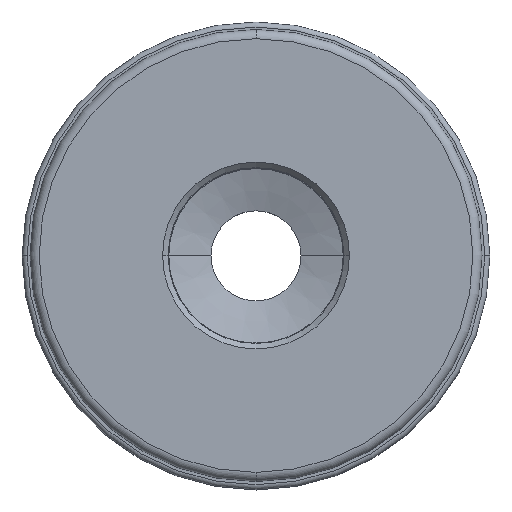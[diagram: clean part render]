
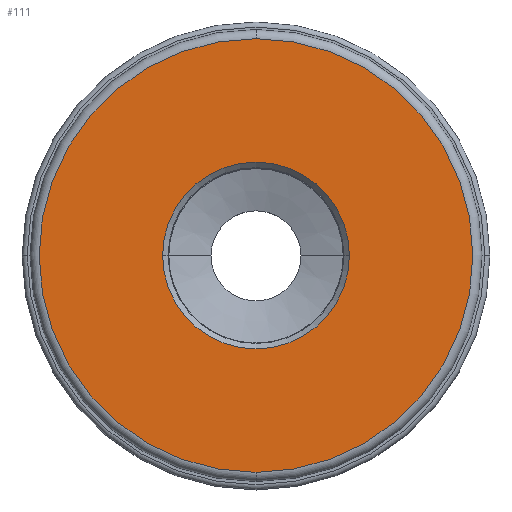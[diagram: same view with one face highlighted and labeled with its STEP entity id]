
A CAD part, top view. The second image highlights one B-rep face of the part: STEP entity #111.
In plain terms, the highlighted planar face has unit normal (0, 0, 1).
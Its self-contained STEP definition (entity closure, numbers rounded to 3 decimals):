
#78=PLANE('',#1179);
#87=FACE_BOUND('',#242,.T.);
#88=FACE_BOUND('',#243,.T.);
#111=ADVANCED_FACE('',(#87,#88),#78,.F.);
#242=EDGE_LOOP('',(#348,#349,#350,#351));
#243=EDGE_LOOP('',(#352,#353,#354,#355));
#348=ORIENTED_EDGE('',*,*,#706,.F.);
#349=ORIENTED_EDGE('',*,*,#707,.T.);
#350=ORIENTED_EDGE('',*,*,#708,.T.);
#351=ORIENTED_EDGE('',*,*,#709,.T.);
#352=ORIENTED_EDGE('',*,*,#710,.T.);
#353=ORIENTED_EDGE('',*,*,#711,.T.);
#354=ORIENTED_EDGE('',*,*,#712,.T.);
#355=ORIENTED_EDGE('',*,*,#713,.T.);
#600=VERTEX_POINT('',#1796);
#601=VERTEX_POINT('',#1797);
#602=VERTEX_POINT('',#1799);
#603=VERTEX_POINT('',#1801);
#604=VERTEX_POINT('',#1804);
#605=VERTEX_POINT('',#1805);
#606=VERTEX_POINT('',#1807);
#607=VERTEX_POINT('',#1809);
#706=EDGE_CURVE('',#600,#601,#849,.T.);
#707=EDGE_CURVE('',#600,#602,#850,.T.);
#708=EDGE_CURVE('',#602,#603,#851,.T.);
#709=EDGE_CURVE('',#603,#601,#852,.T.);
#710=EDGE_CURVE('',#604,#605,#853,.T.);
#711=EDGE_CURVE('',#605,#606,#854,.T.);
#712=EDGE_CURVE('',#606,#607,#855,.T.);
#713=EDGE_CURVE('',#607,#604,#856,.T.);
#849=CIRCLE('',#1171,47.1);
#850=CIRCLE('',#1172,47.1);
#851=CIRCLE('',#1173,47.1);
#852=CIRCLE('',#1174,47.1);
#853=CIRCLE('',#1175,20.285);
#854=CIRCLE('',#1176,20.285);
#855=CIRCLE('',#1177,20.285);
#856=CIRCLE('',#1178,20.285);
#1171=AXIS2_PLACEMENT_3D('',#1795,#1417,#1418);
#1172=AXIS2_PLACEMENT_3D('',#1798,#1419,#1420);
#1173=AXIS2_PLACEMENT_3D('',#1800,#1421,#1422);
#1174=AXIS2_PLACEMENT_3D('',#1802,#1423,#1424);
#1175=AXIS2_PLACEMENT_3D('',#1803,#1425,#1426);
#1176=AXIS2_PLACEMENT_3D('',#1806,#1427,#1428);
#1177=AXIS2_PLACEMENT_3D('',#1808,#1429,#1430);
#1178=AXIS2_PLACEMENT_3D('',#1810,#1431,#1432);
#1179=AXIS2_PLACEMENT_3D('',#1811,#1433,#1434);
#1417=DIRECTION('',(0.,0.,-1.));
#1418=DIRECTION('',(0.,-1.,0.));
#1419=DIRECTION('',(0.,0.,1.));
#1420=DIRECTION('',(0.,1.,0.));
#1421=DIRECTION('',(0.,0.,1.));
#1422=DIRECTION('',(0.,1.,0.));
#1423=DIRECTION('',(0.,0.,1.));
#1424=DIRECTION('',(0.,-1.,0.));
#1425=DIRECTION('',(0.,0.,-1.));
#1426=DIRECTION('',(0.,-1.,0.));
#1427=DIRECTION('',(0.,0.,-1.));
#1428=DIRECTION('',(-1.,0.,0.));
#1429=DIRECTION('',(0.,0.,-1.));
#1430=DIRECTION('',(0.,1.,0.));
#1431=DIRECTION('',(0.,0.,-1.));
#1432=DIRECTION('',(1.,0.,0.));
#1433=DIRECTION('',(0.,0.,-1.));
#1434=DIRECTION('',(0.,-1.,0.));
#1795=CARTESIAN_POINT('',(0.,0.,0.));
#1796=CARTESIAN_POINT('',(0.,47.1,0.));
#1797=CARTESIAN_POINT('',(0.015,-47.1,0.));
#1798=CARTESIAN_POINT('',(0.,0.,0.));
#1799=CARTESIAN_POINT('',(-0.015,47.1,0.));
#1800=CARTESIAN_POINT('',(0.,0.,0.));
#1801=CARTESIAN_POINT('',(0.,-47.1,0.));
#1802=CARTESIAN_POINT('',(0.,0.,0.));
#1803=CARTESIAN_POINT('',(0.,0.,0.));
#1804=CARTESIAN_POINT('',(0.,-20.285,0.));
#1805=CARTESIAN_POINT('',(-20.285,0.,0.));
#1806=CARTESIAN_POINT('',(0.,0.,0.));
#1807=CARTESIAN_POINT('',(0.,20.285,0.));
#1808=CARTESIAN_POINT('',(0.,0.,0.));
#1809=CARTESIAN_POINT('',(20.285,0.,0.));
#1810=CARTESIAN_POINT('',(0.,0.,0.));
#1811=CARTESIAN_POINT('',(0.,0.,0.));
